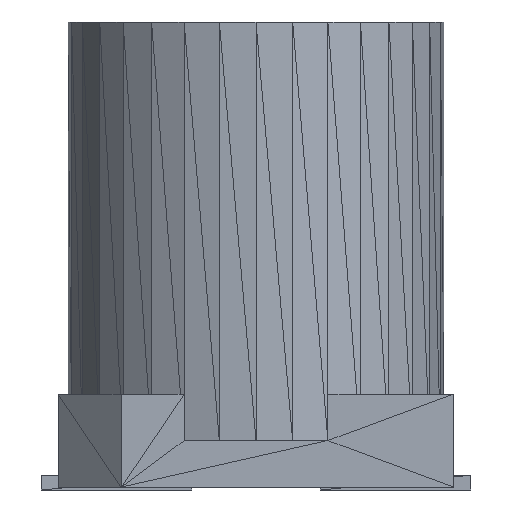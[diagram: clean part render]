
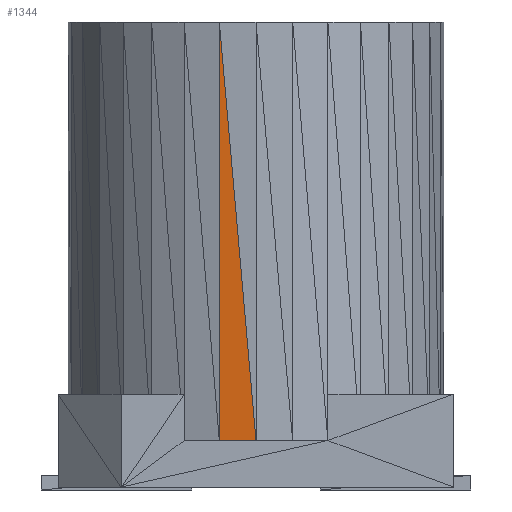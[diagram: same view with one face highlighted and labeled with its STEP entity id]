
A CAD part, front view. The second image highlights one B-rep face of the part: STEP entity #1344.
In plain terms, the highlighted planar face has unit normal (-0.098, -0.995, 0).
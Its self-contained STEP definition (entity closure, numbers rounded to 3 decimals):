
#1344=ADVANCED_FACE('',(#1345),#1371,.F.);
#1345=FACE_OUTER_BOUND('',#1346,.T.);
#1346=EDGE_LOOP('',(#1347,#1349,#1351));
#1347=ORIENTED_EDGE('',*,*,#1348,.T.);
#1348=EDGE_CURVE('',#1353,#1355,#1357,.T.);
#1349=ORIENTED_EDGE('',*,*,#1350,.T.);
#1350=EDGE_CURVE('',#1355,#1361,#1363,.T.);
#1351=ORIENTED_EDGE('',*,*,#1352,.T.);
#1352=EDGE_CURVE('',#1361,#1353,#1367,.T.);
#1353=VERTEX_POINT('',#1354);
#1354=CARTESIAN_POINT('',(-0.631,-3.171,8.052));
#1355=VERTEX_POINT('',#1356);
#1356=CARTESIAN_POINT('',(0.,-3.233,0.851));
#1357=LINE('',#1358,#1359);
#1358=CARTESIAN_POINT('',(-0.631,-3.171,8.052));
#1359=VECTOR('',#1360,1.0);
#1360=DIRECTION('',(-0.087,0.009,0.996));
#1361=VERTEX_POINT('',#1362);
#1362=CARTESIAN_POINT('',(-0.631,-3.171,0.851));
#1363=LINE('',#1364,#1365);
#1364=CARTESIAN_POINT('',(0.,-3.233,0.851));
#1365=VECTOR('',#1366,1.0);
#1366=DIRECTION('',(0.995,-0.098,0.0));
#1367=LINE('',#1368,#1369);
#1368=CARTESIAN_POINT('',(-0.631,-3.171,0.851));
#1369=VECTOR('',#1370,1.0);
#1370=DIRECTION('',(0.0,0.0,-1.0));
#1371=PLANE('',#1372);
#1372=AXIS2_PLACEMENT_3D('',#1373,#1374,#1375);
#1373=CARTESIAN_POINT('',(0.,-3.233,0.851));
#1374=DIRECTION('',(0.098,0.995,0.0));
#1375=DIRECTION('',(0.0,0.0,1.0));
